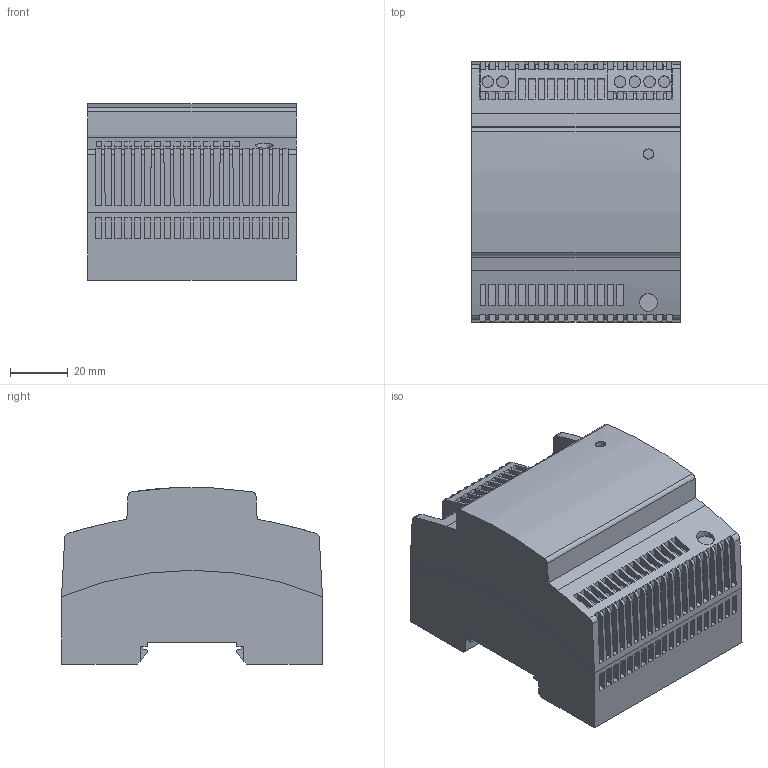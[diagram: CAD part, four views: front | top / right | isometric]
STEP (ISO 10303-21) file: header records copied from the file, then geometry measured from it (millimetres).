
FILE_DESCRIPTION(('Creo Elements/Direct Modeling STEP Export'),'2;1');
FILE_NAME('model.stp','2020-05-13T 8:54:31',(''),(''),'Creo Elements/Direct Modeling STEP processor for AP214 (Solid Model)','Creo Elements/Direct Modeling 20.1A 29-Sep-2018 (C) Parametric Technology GmbH','');
FILE_SCHEMA(('AUTOMOTIVE_DESIGN { 1 0 10303 214 1 1 1 1 }'));
Length unit declared in the file: millimetre
Products named in the file (2): STEP_PS_1AC_5DC_6.5-select
Assembly tree (1 placements, depth 2):
  STEP_PS_1AC_5DC_6.5-select
    STEP_PS_1AC_5DC_6.5-select
Bounding box: 72 x 90 x 60.83 mm (x, y, z)
Volume: 316787.3 mm3; surface area: 38082.4 mm2
Topology: 1 solids, 1 shells, 657 faces, 1742 edges, 1154 vertices
Faces by surface type: plane 551, cylinder 72, extrusion 34
Entity records: 22807 total; most frequent: CARTESIAN_POINT 4457, ORIENTED_EDGE 3484, DIRECTION 3016, EDGE_CURVE 1742, VECTOR 1350, LINE 1316, VERTEX_POINT 1154, AXIS2_PLACEMENT_3D 833
